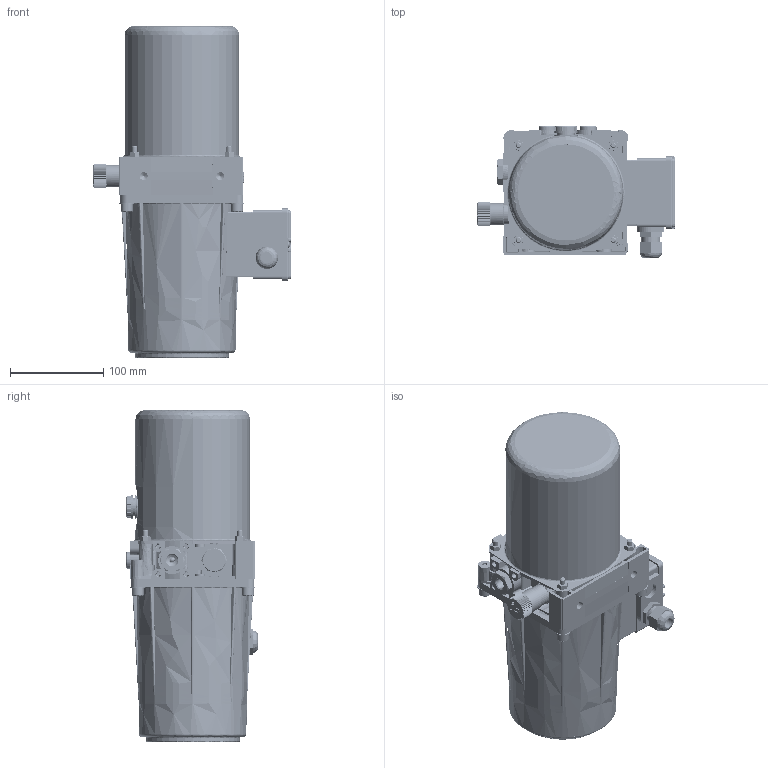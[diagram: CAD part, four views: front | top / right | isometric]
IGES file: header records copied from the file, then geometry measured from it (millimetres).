
Start section: SolidWorks IGES file using analytic representation for surfaces
Global section: file name: L_C4000550.M00.igs; native system: SolidWorks 2014; preprocessor: SolidWorks 2014; author: arutput15; date: 141005.093151; units: millimetre
Bounding box: 212.34 x 141.98 x 356 mm (x, y, z)
Surface area: 551590.2 mm2 (no closed solid volume)
Topology: 0 solids, 0 shells, 3660 faces, 45373 edges, 45312 vertices
Faces by surface type: bspline 1968, revolution 1692
